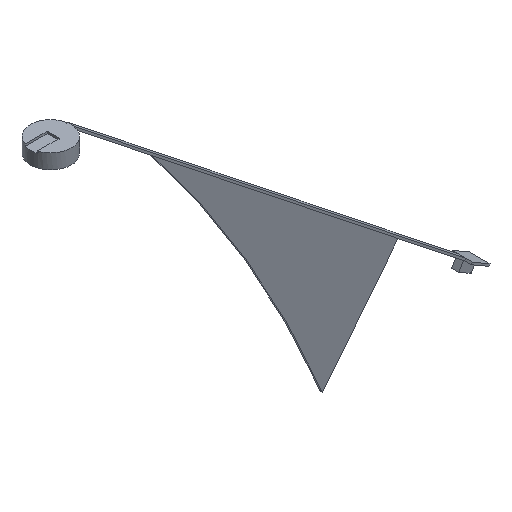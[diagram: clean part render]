
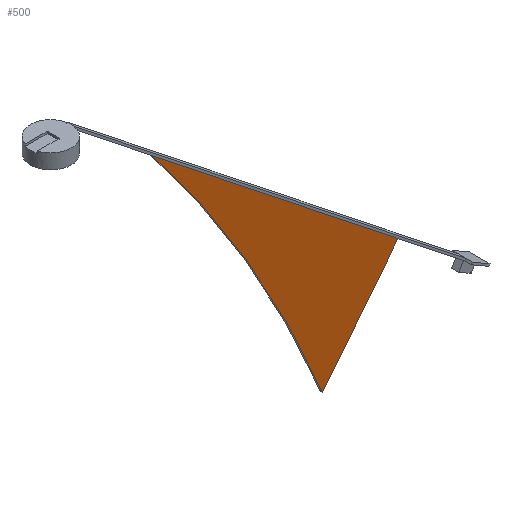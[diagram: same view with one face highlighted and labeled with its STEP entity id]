
A CAD part, isometric view. The second image highlights one B-rep face of the part: STEP entity #500.
In plain terms, the highlighted planar face has unit normal (0, -1, 0).
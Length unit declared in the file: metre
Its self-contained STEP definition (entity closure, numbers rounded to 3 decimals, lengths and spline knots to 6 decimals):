
#32=PLANE('',#547);
#75=LINE('',#772,#137);
#93=LINE('',#807,#155);
#137=VECTOR('',#630,1.);
#155=VECTOR('',#660,1.);
#276=ORIENTED_EDGE('',*,*,#357,.F.);
#277=ORIENTED_EDGE('',*,*,#339,.T.);
#278=ORIENTED_EDGE('',*,*,#360,.F.);
#339=EDGE_CURVE('',#396,#397,#75,.T.);
#357=EDGE_CURVE('',#396,#407,#93,.T.);
#360=EDGE_CURVE('',#407,#397,#415,.T.);
#396=VERTEX_POINT('',#773);
#397=VERTEX_POINT('',#774);
#407=VERTEX_POINT('',#808);
#415=CIRCLE('',#546,0.6);
#440=EDGE_LOOP('',(#276,#277,#278));
#470=FACE_BOUND('',#440,.T.);
#500=ADVANCED_FACE('',(#470),#32,.T.);
#546=AXIS2_PLACEMENT_3D('',#812,#666,#667);
#547=AXIS2_PLACEMENT_3D('',#813,#668,#669);
#630=DIRECTION('',(-0.784,0.,0.621));
#660=DIRECTION('',(-0.621,0.,-0.784));
#666=DIRECTION('',(0.,-1.,0.));
#667=DIRECTION('',(0.,0.,-1.));
#668=DIRECTION('',(0.,-1.,0.));
#669=DIRECTION('',(1.,0.,0.));
#772=CARTESIAN_POINT('',(0.20944,-0.0005,0.189249));
#773=CARTESIAN_POINT('',(0.270195,-0.0005,0.141135));
#774=CARTESIAN_POINT('',(0.148684,-0.0005,0.237364));
#807=CARTESIAN_POINT('',(0.25157,-0.0005,0.117616));
#808=CARTESIAN_POINT('',(0.232945,-0.0005,0.094098));
#812=CARTESIAN_POINT('',(-0.321382,-0.0005,-0.135513));
#813=CARTESIAN_POINT('',(0.205776,-0.0005,0.181049));
